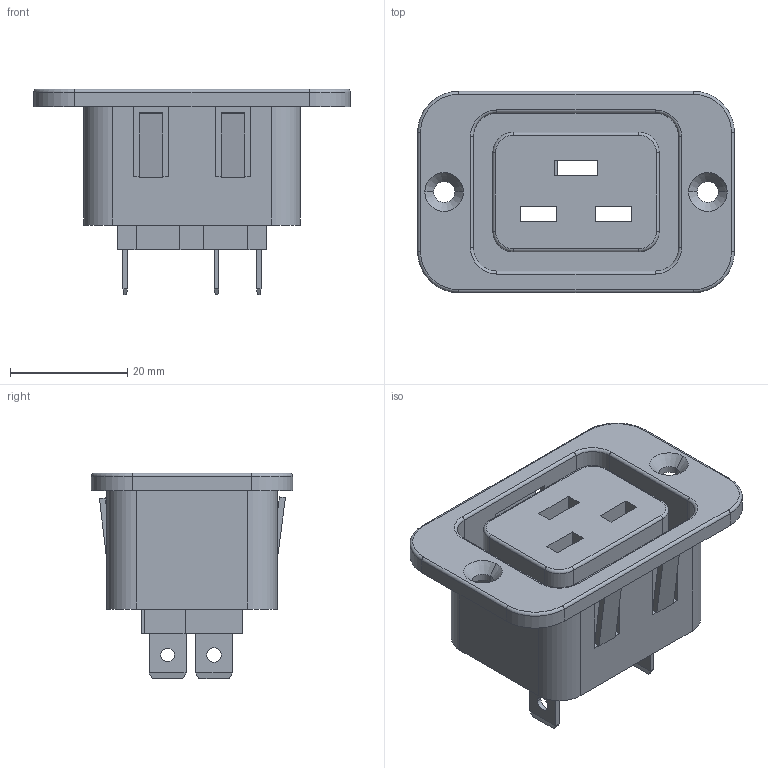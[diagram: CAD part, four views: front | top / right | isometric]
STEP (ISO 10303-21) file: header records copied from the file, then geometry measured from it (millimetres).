
FILE_DESCRIPTION (( 'STEP AP214' ), '1' );
FILE_NAME ('User Library-C19 Retaining Clips (SS-3C).STEP', '2019-03-23T16:07:54', ( '' ), ( '' ), 'SwSTEP 2.0', 'SolidWorks 2019', '' );
FILE_SCHEMA (( 'AUTOMOTIVE_DESIGN' ));
Length unit declared in the file: millimetre
Products named in the file (1): User Library-C19 Retaining Clips (SS-3C)
Bounding box: 54.06 x 34.35 x 35.11 mm (x, y, z)
Volume: 13631.3 mm3; surface area: 16718.9 mm2
Topology: 4 solids, 4 shells, 192 faces, 492 edges, 310 vertices
Faces by surface type: plane 136, cylinder 40, torus 12, cone 4
Entity records: 5825 total; most frequent: CARTESIAN_POINT 995, ORIENTED_EDGE 984, DIRECTION 974, EDGE_CURVE 492, LINE 396, VECTOR 396, VERTEX_POINT 310, AXIS2_PLACEMENT_3D 289
